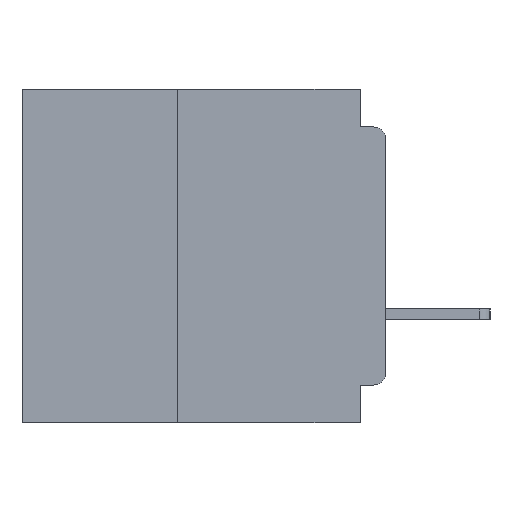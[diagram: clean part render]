
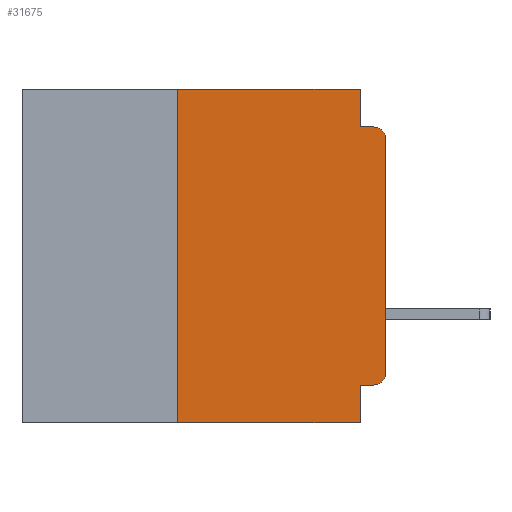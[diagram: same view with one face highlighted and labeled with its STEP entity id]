
A CAD part, left-side view. The second image highlights one B-rep face of the part: STEP entity #31675.
In plain terms, the highlighted planar face has unit normal (-1, 0, 0).
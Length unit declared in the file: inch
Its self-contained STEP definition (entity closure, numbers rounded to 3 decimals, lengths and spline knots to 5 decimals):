
#692 = EDGE_CURVE ( 'NONE', #11239, #2683, #16519, .T. ) ;
#2335 = CARTESIAN_POINT ( 'NONE',  ( 0., 0.031, -0.045 ) ) ;
#2560 = CARTESIAN_POINT ( 'NONE',  ( 0., 0.031, 0. ) ) ;
#2683 = VERTEX_POINT ( 'NONE', #5211 ) ;
#2770 = LINE ( 'NONE', #19100, #43060 ) ;
#3228 = DIRECTION ( 'NONE',  ( 0., 0., -1. ) ) ;
#5211 = CARTESIAN_POINT ( 'NONE',  ( 0., 0.25, 0. ) ) ;
#5863 = CARTESIAN_POINT ( 'NONE',  ( 0., 0.437, -0.4 ) ) ;
#6175 = DIRECTION ( 'NONE',  ( 0., -1., 0. ) ) ;
#8179 = DIRECTION ( 'NONE',  ( 0., 0., 1. ) ) ;
#8386 = CARTESIAN_POINT ( 'NONE',  ( 0., 0.031, -0.4 ) ) ;
#9206 = CARTESIAN_POINT ( 'NONE',  ( 0., 0., -0.06 ) ) ;
#9799 = ORIENTED_EDGE ( 'NONE', *, *, #52199, .T. ) ;
#9810 = EDGE_LOOP ( 'NONE', ( #45440, #9799, #37989, #48148, #29908, #38657, #27108, #50600, #42256, #46060 ) ) ;
#11229 = DIRECTION ( 'NONE',  ( 0., -1., 0. ) ) ;
#11239 = VERTEX_POINT ( 'NONE', #49730 ) ;
#11677 = EDGE_CURVE ( 'NONE', #29830, #49276, #48518, .T. ) ;
#11684 = VECTOR ( 'NONE', #48327, 39.37008 ) ;
#13111 = CIRCLE ( 'NONE', #31295, 0.015 ) ;
#14205 = EDGE_CURVE ( 'NONE', #2683, #38681, #28703, .T. ) ;
#14308 = FACE_OUTER_BOUND ( 'NONE', #9810, .T. ) ;
#14554 = CARTESIAN_POINT ( 'NONE',  ( 0., 0., -0.045 ) ) ;
#15440 = VECTOR ( 'NONE', #6175, 39.37008 ) ;
#15594 = VERTEX_POINT ( 'NONE', #8386 ) ;
#16519 = LINE ( 'NONE', #37171, #48302 ) ;
#18765 = VERTEX_POINT ( 'NONE', #9206 ) ;
#19019 = EDGE_CURVE ( 'NONE', #38681, #29830, #22671, .T. ) ;
#19100 = CARTESIAN_POINT ( 'NONE',  ( 0., 0., 0. ) ) ;
#19787 = CARTESIAN_POINT ( 'NONE',  ( 0., 0.437, 0. ) ) ;
#21451 = AXIS2_PLACEMENT_3D ( 'NONE', #19787, #48795, #23910 ) ;
#21913 = CARTESIAN_POINT ( 'NONE',  ( 0., 0.031, -0.4 ) ) ;
#22671 = LINE ( 'NONE', #2560, #11684 ) ;
#23157 = LINE ( 'NONE', #5863, #45233 ) ;
#23237 = DIRECTION ( 'NONE',  ( 0., 0., 1. ) ) ;
#23633 = CARTESIAN_POINT ( 'NONE',  ( 0., 0.015, -0.06 ) ) ;
#23910 = DIRECTION ( 'NONE',  ( 0., 0., -1. ) ) ;
#24196 = VECTOR ( 'NONE', #42600, 39.37008 ) ;
#24888 = CARTESIAN_POINT ( 'NONE',  ( 0., 0.015, -0.355 ) ) ;
#25747 = AXIS2_PLACEMENT_3D ( 'NONE', #52940, #28080, #3228 ) ;
#25797 = VERTEX_POINT ( 'NONE', #24888 ) ;
#27108 = ORIENTED_EDGE ( 'NONE', *, *, #27229, .T. ) ;
#27229 = EDGE_CURVE ( 'NONE', #11239, #15594, #23157, .T. ) ;
#27397 = VECTOR ( 'NONE', #11229, 39.37008 ) ;
#27775 = DIRECTION ( 'NONE',  ( 0., 0., -1. ) ) ;
#28080 = DIRECTION ( 'NONE',  ( -1., 0., 0. ) ) ;
#28703 = LINE ( 'NONE', #48371, #27397 ) ;
#29830 = VERTEX_POINT ( 'NONE', #2335 ) ;
#29864 = EDGE_CURVE ( 'NONE', #47508, #18765, #2770, .T. ) ;
#29908 = ORIENTED_EDGE ( 'NONE', *, *, #14205, .F. ) ;
#31295 = AXIS2_PLACEMENT_3D ( 'NONE', #23633, #52641, #27775 ) ;
#31675 = ADVANCED_FACE ( 'NONE', ( #14308 ), #44618, .F. ) ;
#34685 = EDGE_CURVE ( 'NONE', #25797, #47508, #47822, .T. ) ;
#34854 = DIRECTION ( 'NONE',  ( 0., -1., 0. ) ) ;
#35213 = LINE ( 'NONE', #21913, #24196 ) ;
#36726 = DIRECTION ( 'NONE',  ( 0., 1., 0. ) ) ;
#36754 = VERTEX_POINT ( 'NONE', #50220 ) ;
#36938 = CARTESIAN_POINT ( 'NONE',  ( 0., 0.015, -0.045 ) ) ;
#37171 = CARTESIAN_POINT ( 'NONE',  ( 0., 0.25, -0.4 ) ) ;
#37353 = VECTOR ( 'NONE', #36726, 39.37008 ) ;
#37989 = ORIENTED_EDGE ( 'NONE', *, *, #11677, .F. ) ;
#38645 = LINE ( 'NONE', #44891, #37353 ) ;
#38657 = ORIENTED_EDGE ( 'NONE', *, *, #692, .F. ) ;
#38681 = VERTEX_POINT ( 'NONE', #46776 ) ;
#41039 = EDGE_CURVE ( 'NONE', #25797, #36754, #38645, .T. ) ;
#42256 = ORIENTED_EDGE ( 'NONE', *, *, #41039, .F. ) ;
#42600 = DIRECTION ( 'NONE',  ( 0., 0., -1. ) ) ;
#43060 = VECTOR ( 'NONE', #23237, 39.37008 ) ;
#43215 = CARTESIAN_POINT ( 'NONE',  ( 0., 0., -0.34 ) ) ;
#44618 = PLANE ( 'NONE',  #21451 ) ;
#44891 = CARTESIAN_POINT ( 'NONE',  ( 0., 0., -0.355 ) ) ;
#45233 = VECTOR ( 'NONE', #34854, 39.37008 ) ;
#45440 = ORIENTED_EDGE ( 'NONE', *, *, #29864, .T. ) ;
#46060 = ORIENTED_EDGE ( 'NONE', *, *, #34685, .T. ) ;
#46776 = CARTESIAN_POINT ( 'NONE',  ( 0., 0.031, 0. ) ) ;
#47508 = VERTEX_POINT ( 'NONE', #43215 ) ;
#47822 = CIRCLE ( 'NONE', #25747, 0.015 ) ;
#48148 = ORIENTED_EDGE ( 'NONE', *, *, #19019, .F. ) ;
#48302 = VECTOR ( 'NONE', #8179, 39.37008 ) ;
#48327 = DIRECTION ( 'NONE',  ( 0., 0., -1. ) ) ;
#48371 = CARTESIAN_POINT ( 'NONE',  ( 0., 0.437, 0. ) ) ;
#48518 = LINE ( 'NONE', #14554, #15440 ) ;
#48795 = DIRECTION ( 'NONE',  ( 1., 0., 0. ) ) ;
#49276 = VERTEX_POINT ( 'NONE', #36938 ) ;
#49730 = CARTESIAN_POINT ( 'NONE',  ( 0., 0.25, -0.4 ) ) ;
#50220 = CARTESIAN_POINT ( 'NONE',  ( 0., 0.031, -0.355 ) ) ;
#50600 = ORIENTED_EDGE ( 'NONE', *, *, #51288, .F. ) ;
#51288 = EDGE_CURVE ( 'NONE', #36754, #15594, #35213, .T. ) ;
#52199 = EDGE_CURVE ( 'NONE', #18765, #49276, #13111, .T. ) ;
#52641 = DIRECTION ( 'NONE',  ( -1., 0., 0. ) ) ;
#52940 = CARTESIAN_POINT ( 'NONE',  ( 0., 0.015, -0.34 ) ) ;
